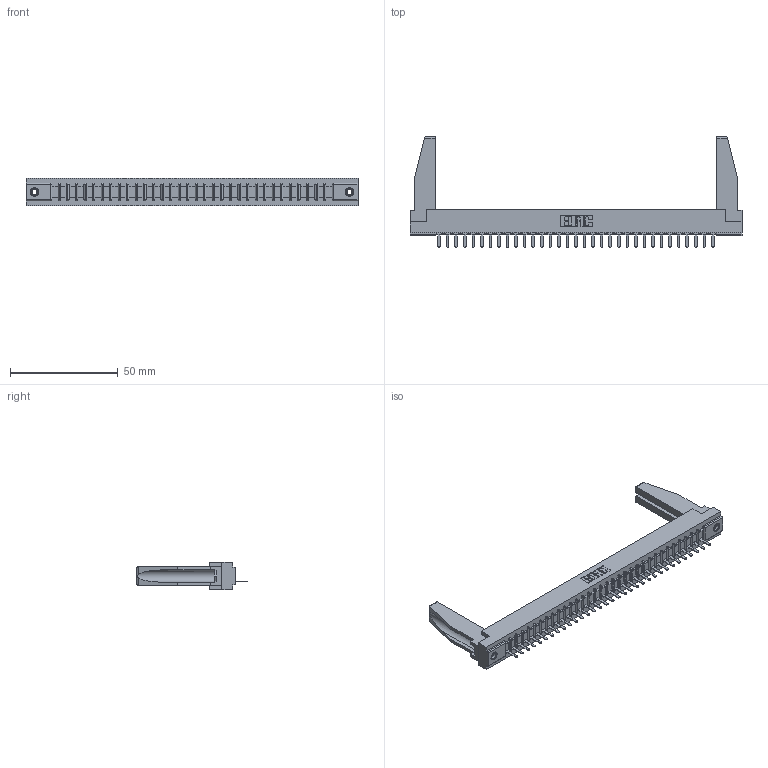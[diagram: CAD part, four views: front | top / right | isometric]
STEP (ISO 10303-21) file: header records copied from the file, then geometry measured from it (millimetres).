
FILE_DESCRIPTION (( 'STEP AP203' ), '1' );
FILE_NAME ('307-033-521-178.STEP', '2019-09-05T05:54:45', ( '' ), ( '' ), 'SwSTEP 2.0', 'SolidWorks 2016', '' );
FILE_SCHEMA (( 'CONFIG_CONTROL_DESIGN' ));
Length unit declared in the file: inch
Products named in the file (5): 307-220-078; 307-033-521-178; 307 Part_.156 Dia Mounting Holes; 345-250-001_345-250-001-102; 307-290-002_521
Assembly tree (38 placements, depth 2):
  307-033-521-178
    307 Part_.156 Dia Mounting Holes
    307-290-002_521  x33
    307-220-078  x2
    345-250-001_345-250-001-102  x2
Bounding box: 153.77 x 51.13 x 12.7 mm (x, y, z)
Volume: 20383.7 mm3; surface area: 24242.3 mm2
Topology: 38 solids, 38 shells, 2724 faces, 8309 edges, 5438 vertices
Faces by surface type: plane 1639, cylinder 1001, sphere 68, cone 12, torus 4
Entity records: 32557 total; most frequent: CARTESIAN_POINT 5490, ORIENTED_EDGE 5436, DIRECTION 5294, EDGE_CURVE 2718, LINE 2082, VECTOR 2082, VERTEX_POINT 1760, AXIS2_PLACEMENT_3D 1606
